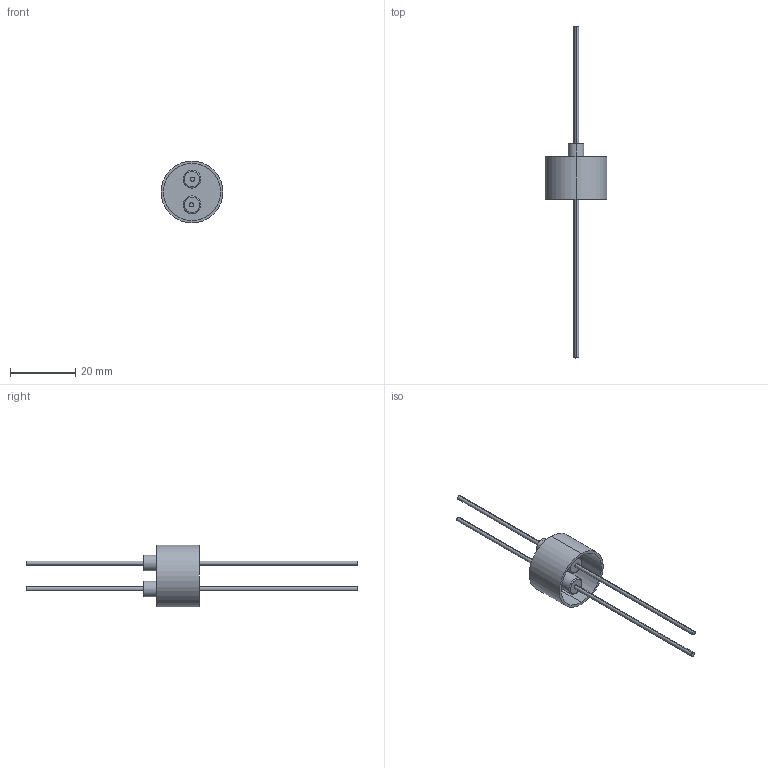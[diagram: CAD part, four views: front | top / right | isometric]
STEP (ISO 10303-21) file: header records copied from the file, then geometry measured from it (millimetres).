
FILE_DESCRIPTION (( 'STEP AP203' ), '1' );
FILE_NAME ('A0087-4-W.STEP', '2013-09-16T11:09:40', ( '' ), ( '' ), 'SwSTEP 2.0', 'SolidWorks 2012', '' );
FILE_SCHEMA (( 'CONFIG_CONTROL_DESIGN' ));
Length unit declared in the file: inch
Products named in the file (1): A0087-4-W
Bounding box: 18.97 x 101.6 x 18.97 mm (x, y, z)
Volume: 1584.2 mm3; surface area: 3342.9 mm2
Topology: 1 solids, 1 shells, 67 faces, 177 edges, 118 vertices
Faces by surface type: cylinder 39, plane 16, cone 8, bspline 4
Entity records: 2300 total; most frequent: CARTESIAN_POINT 477, DIRECTION 399, ORIENTED_EDGE 354, EDGE_CURVE 177, AXIS2_PLACEMENT_3D 172, VERTEX_POINT 118, CIRCLE 108, EDGE_LOOP 81
